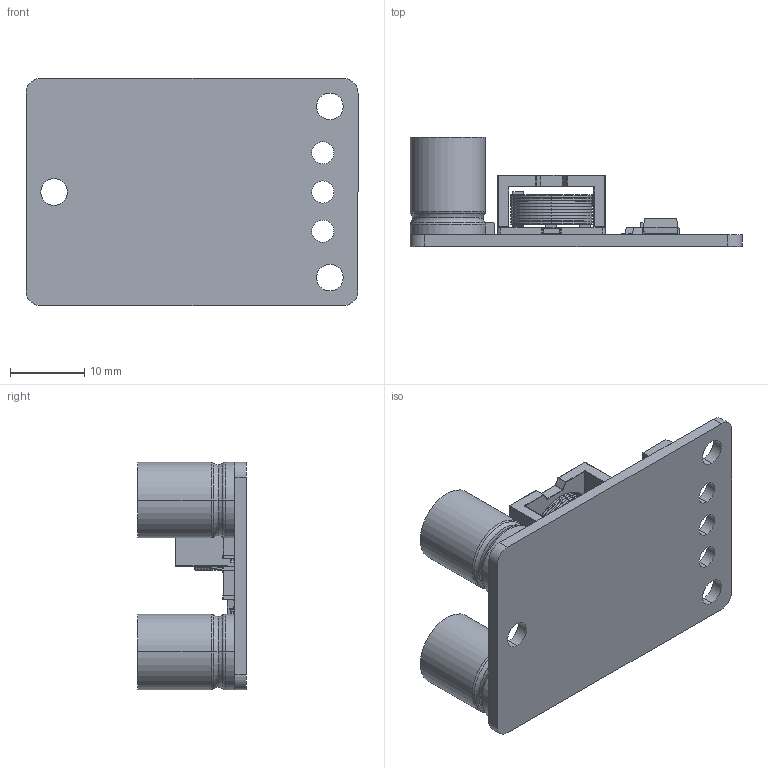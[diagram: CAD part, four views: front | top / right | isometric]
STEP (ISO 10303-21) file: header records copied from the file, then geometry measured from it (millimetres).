
FILE_DESCRIPTION (( 'STEP AP214' ), '1' );
FILE_NAME ('TuanDepTrai.STEP', '2021-05-22T14:03:46', ( '' ), ( '' ), 'SwSTEP 2.0', 'SolidWorks 2018', '' );
FILE_SCHEMA (( 'AUTOMOTIVE_DESIGN' ));
Length unit declared in the file: millimetre
Products named in the file (9): TuanDepTrai; tu_Lon; D_SMA; LED_1210_3225Metric; Inductor; tu; Part1; TPS40057PWPRG4; TPCA8053-H
Assembly tree (13 placements, depth 2):
  TuanDepTrai
    Part1
    Inductor
    TPCA8053-H  x2
    tu  x2
    TPS40057PWPRG4
    D_SMA
    LED_1210_3225Metric
    tu_Lon  x4
Bounding box: 44.86 x 14.69 x 30.72 mm (x, y, z)
Volume: 5335.2 mm3; surface area: 6247.9 mm2
Topology: 48 solids, 48 shells, 1270 faces, 3117 edges, 1918 vertices
Faces by surface type: plane 702, cylinder 368, torus 134, sphere 32, bspline 26, cone 8
Entity records: 33306 total; most frequent: CARTESIAN_POINT 7124, DIRECTION 5338, ORIENTED_EDGE 5046, EDGE_CURVE 2523, AXIS2_PLACEMENT_3D 1846, VECTOR 1646, LINE 1646, VERTEX_POINT 1552
